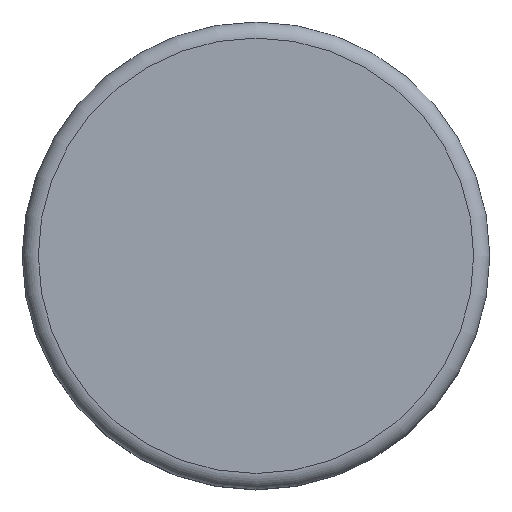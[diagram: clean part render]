
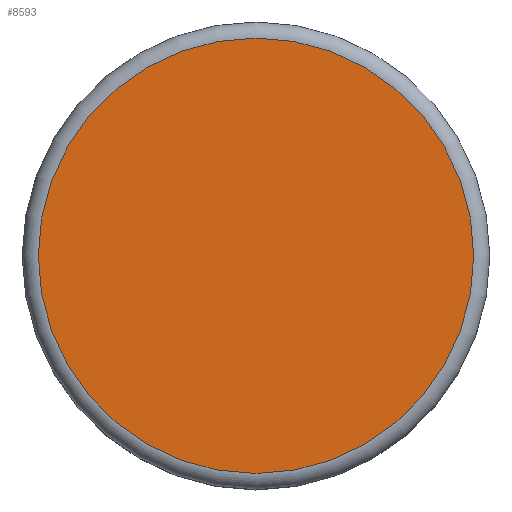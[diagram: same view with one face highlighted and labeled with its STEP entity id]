
A CAD part, top view. The second image highlights one B-rep face of the part: STEP entity #8593.
In plain terms, the highlighted planar face has unit normal (0, 0, 1).
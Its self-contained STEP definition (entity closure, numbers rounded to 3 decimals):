
#1527=FACE_OUTER_BOUND('',#2115,.T.);
#2115=EDGE_LOOP('',(#5452));
#2676=CIRCLE('',#9248,13.5);
#3197=VERTEX_POINT('',#13575);
#3988=EDGE_CURVE('',#3197,#3197,#2676,.T.);
#5452=ORIENTED_EDGE('',*,*,#3988,.T.);
#7662=PLANE('',#9247);
#8593=ADVANCED_FACE('',(#1527),#7662,.F.);
#9247=AXIS2_PLACEMENT_3D('',#13574,#10515,#10516);
#9248=AXIS2_PLACEMENT_3D('',#13576,#10517,#10518);
#10515=DIRECTION('center_axis',(0.,0.,-1.));
#10516=DIRECTION('ref_axis',(-1.,0.,0.));
#10517=DIRECTION('center_axis',(0.,0.,1.));
#10518=DIRECTION('ref_axis',(0.,1.,0.));
#13574=CARTESIAN_POINT('Origin',(34.589,-25.414,40.699));
#13575=CARTESIAN_POINT('',(48.089,-25.414,40.699));
#13576=CARTESIAN_POINT('Origin',(34.589,-25.414,40.699));
